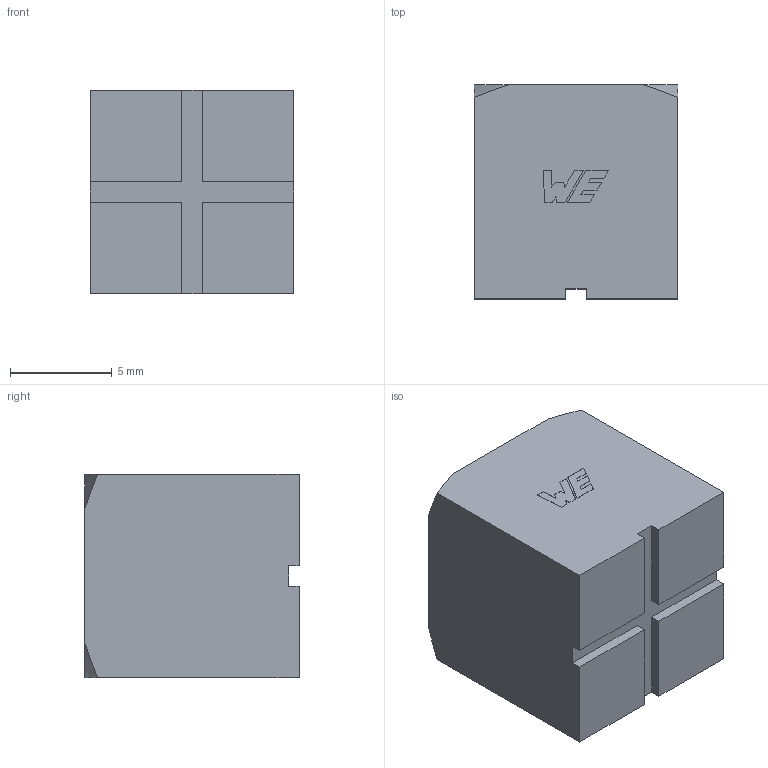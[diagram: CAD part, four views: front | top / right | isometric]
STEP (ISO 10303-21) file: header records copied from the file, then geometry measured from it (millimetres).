
FILE_DESCRIPTION (( 'STEP AP214' ), '1' );
FILE_NAME ('LF998006.STEP', '2025-11-10T06:27:27', ( '' ), ( '' ), 'SwSTEP 2.0', 'SolidWorks 2023', '' );
FILE_SCHEMA (( 'AUTOMOTIVE_DESIGN' ));
Length unit declared in the file: millimetre
Products named in the file (1): LF998006
Bounding box: 10 x 10.5 x 10 mm (x, y, z)
Volume: 871.6 mm3; surface area: 758.8 mm2
Topology: 1 solids, 1 shells, 55 faces, 149 edges, 97 vertices
Faces by surface type: plane 45, cone 8, cylinder 2
Entity records: 1740 total; most frequent: CARTESIAN_POINT 324, ORIENTED_EDGE 294, DIRECTION 261, EDGE_CURVE 147, VECTOR 129, LINE 129, VERTEX_POINT 97, AXIS2_PLACEMENT_3D 66
